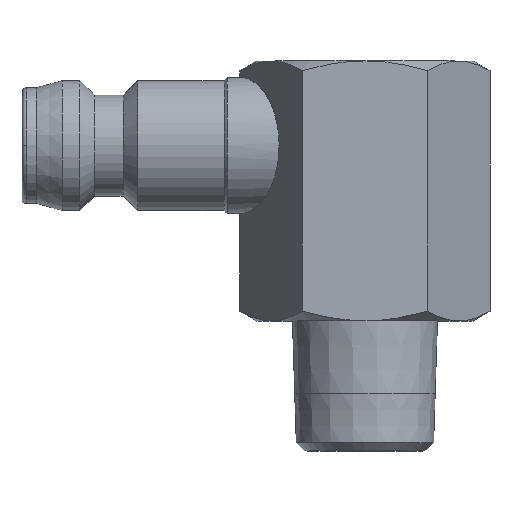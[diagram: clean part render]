
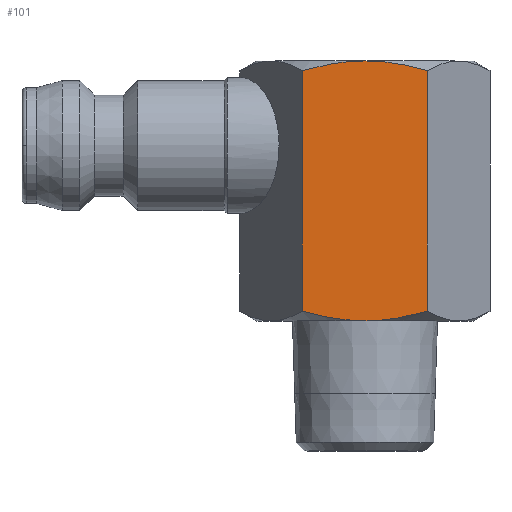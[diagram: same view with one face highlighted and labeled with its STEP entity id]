
A CAD part, top view. The second image highlights one B-rep face of the part: STEP entity #101.
In plain terms, the highlighted planar face has unit normal (0, 0, 1).
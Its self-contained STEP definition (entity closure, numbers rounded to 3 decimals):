
#101=ADVANCED_FACE('',(#248),#249,.T.);
#248=FACE_OUTER_BOUND('',#443,.T.);
#249=PLANE('',#444);
#443=EDGE_LOOP('',(#672,#673,#674,#675,#676,#677));
#444=AXIS2_PLACEMENT_3D('',#678,#679,#680);
#672=ORIENTED_EDGE('',*,*,#1128,.F.);
#673=ORIENTED_EDGE('',*,*,#1157,.F.);
#674=ORIENTED_EDGE('',*,*,#1135,.T.);
#675=ORIENTED_EDGE('',*,*,#1158,.F.);
#676=ORIENTED_EDGE('',*,*,#1159,.F.);
#677=ORIENTED_EDGE('',*,*,#1160,.F.);
#678=CARTESIAN_POINT('',(0.,8.0,7.5));
#679=DIRECTION('',(0.,0.0,1.0));
#680=DIRECTION('',(1.0,0.0,0.));
#1128=EDGE_CURVE('',#1330,#1327,#1332,.T.);
#1135=EDGE_CURVE('',#1335,#1343,#1345,.T.);
#1157=EDGE_CURVE('',#1335,#1330,#1380,.T.);
#1158=EDGE_CURVE('',#1381,#1343,#1382,.T.);
#1159=EDGE_CURVE('',#1383,#1381,#1384,.T.);
#1160=EDGE_CURVE('',#1327,#1383,#1385,.T.);
#1327=VERTEX_POINT('',#1651);
#1330=VERTEX_POINT('',#1665);
#1332=(B_SPLINE_CURVE(2,(#1668,#1669,#1670,#1671,#1672),.UNSPECIFIED.,.F.,.F.)B_SPLINE_CURVE_WITH_KNOTS((3,2,3),(0.0,4.397,8.795),.UNSPECIFIED.)RATIONAL_B_SPLINE_CURVE((1.0,1.038,1.0,1.038,1.0))BOUNDED_CURVE()REPRESENTATION_ITEM('')GEOMETRIC_REPRESENTATION_ITEM()CURVE());
#1335=VERTEX_POINT('',#1681);
#1343=VERTEX_POINT('',#1723);
#1345=LINE('',#1736,#1737);
#1380=(B_SPLINE_CURVE(2,(#1811,#1812,#1813,#1814,#1815),.UNSPECIFIED.,.F.,.F.)B_SPLINE_CURVE_WITH_KNOTS((3,2,3),(0.0,4.397,8.795),.UNSPECIFIED.)RATIONAL_B_SPLINE_CURVE((1.0,1.038,1.0,1.038,1.0))BOUNDED_CURVE()REPRESENTATION_ITEM('')GEOMETRIC_REPRESENTATION_ITEM()CURVE());
#1381=VERTEX_POINT('',#1822);
#1382=(B_SPLINE_CURVE(2,(#1824,#1825,#1826,#1827,#1828),.UNSPECIFIED.,.F.,.F.)B_SPLINE_CURVE_WITH_KNOTS((3,2,3),(0.0,4.397,8.795),.UNSPECIFIED.)RATIONAL_B_SPLINE_CURVE((1.0,1.038,1.0,1.038,1.0))BOUNDED_CURVE()REPRESENTATION_ITEM('')GEOMETRIC_REPRESENTATION_ITEM()CURVE());
#1383=VERTEX_POINT('',#1835);
#1384=(B_SPLINE_CURVE(2,(#1837,#1838,#1839,#1840,#1841),.UNSPECIFIED.,.F.,.F.)B_SPLINE_CURVE_WITH_KNOTS((3,2,3),(0.0,4.397,8.795),.UNSPECIFIED.)RATIONAL_B_SPLINE_CURVE((1.0,1.038,1.0,1.038,1.0))BOUNDED_CURVE()REPRESENTATION_ITEM('')GEOMETRIC_REPRESENTATION_ITEM()CURVE());
#1385=LINE('',#1848,#1849);
#1651=CARTESIAN_POINT('',(-4.33,9.67,7.5));
#1665=CARTESIAN_POINT('',(0.,9.0,7.5));
#1668=CARTESIAN_POINT('',(4.335,9.671,7.5));
#1669=CARTESIAN_POINT('',(2.011,9.0,7.5));
#1670=CARTESIAN_POINT('',(0.,9.0,7.5));
#1671=CARTESIAN_POINT('',(-2.011,9.0,7.5));
#1672=CARTESIAN_POINT('',(-4.335,9.671,7.5));
#1681=CARTESIAN_POINT('',(4.33,9.67,7.5));
#1723=CARTESIAN_POINT('',(4.33,26.33,7.5));
#1736=CARTESIAN_POINT('',(4.33,8.0,7.5));
#1737=VECTOR('',#2272,1.0);
#1811=CARTESIAN_POINT('',(4.335,9.671,7.5));
#1812=CARTESIAN_POINT('',(2.011,9.0,7.5));
#1813=CARTESIAN_POINT('',(0.,9.0,7.5));
#1814=CARTESIAN_POINT('',(-2.011,9.0,7.5));
#1815=CARTESIAN_POINT('',(-4.335,9.671,7.5));
#1822=CARTESIAN_POINT('',(0.,27.0,7.5));
#1824=CARTESIAN_POINT('',(-4.335,26.329,7.5));
#1825=CARTESIAN_POINT('',(-2.011,27.0,7.5));
#1826=CARTESIAN_POINT('',(0.,27.0,7.5));
#1827=CARTESIAN_POINT('',(2.011,27.0,7.5));
#1828=CARTESIAN_POINT('',(4.335,26.329,7.5));
#1835=CARTESIAN_POINT('',(-4.33,26.33,7.5));
#1837=CARTESIAN_POINT('',(-4.335,26.329,7.5));
#1838=CARTESIAN_POINT('',(-2.011,27.0,7.5));
#1839=CARTESIAN_POINT('',(0.,27.0,7.5));
#1840=CARTESIAN_POINT('',(2.011,27.0,7.5));
#1841=CARTESIAN_POINT('',(4.335,26.329,7.5));
#1848=CARTESIAN_POINT('',(-4.33,8.0,7.5));
#1849=VECTOR('',#2299,1.0);
#2272=DIRECTION('',(0.0,1.0,0.0));
#2299=DIRECTION('',(0.0,1.0,0.0));
